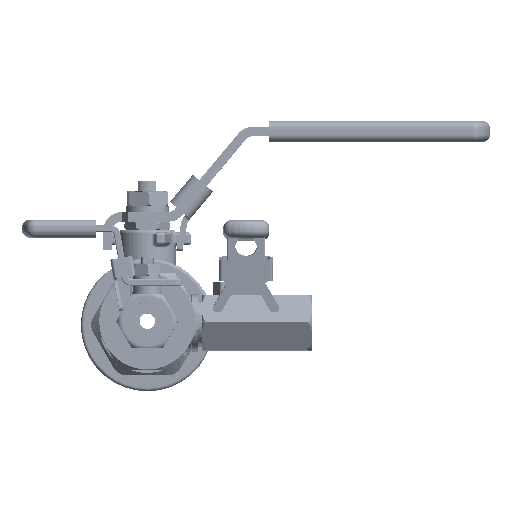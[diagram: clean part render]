
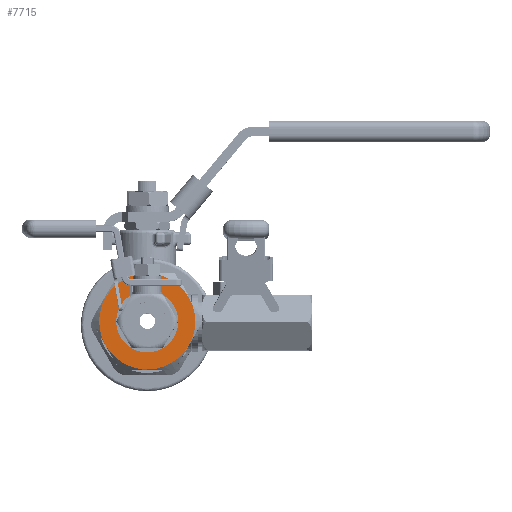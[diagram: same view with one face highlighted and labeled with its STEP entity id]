
A CAD part, top view. The second image highlights one B-rep face of the part: STEP entity #7715.
In plain terms, the highlighted planar face has unit normal (0, 0, 1).
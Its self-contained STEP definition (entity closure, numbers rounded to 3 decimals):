
#595 = CARTESIAN_POINT ( 'NONE',  ( 0., 0., 23.5 ) ) ;
#1591 = VERTEX_POINT ( 'NONE', #57515 ) ;
#3383 = CIRCLE ( 'NONE', #58657, 15.2 ) ;
#3597 = EDGE_CURVE ( 'NONE', #18967, #51312, #13452, .T. ) ;
#4596 = AXIS2_PLACEMENT_3D ( 'NONE', #36740, #52633, #37113 ) ;
#4825 = DIRECTION ( 'NONE',  ( 1., 0., 0. ) ) ;
#7715 = ADVANCED_FACE ( 'NONE', ( #14659, #49671 ), #20312, .T. ) ;
#7825 = CIRCLE ( 'NONE', #64330, 15.2 ) ;
#7945 = CARTESIAN_POINT ( 'NONE',  ( 0., 0., 23.5 ) ) ;
#10045 = EDGE_CURVE ( 'NONE', #51312, #66236, #64750, .T. ) ;
#10147 = CARTESIAN_POINT ( 'NONE',  ( 13.164, -7.6, 23.5 ) ) ;
#10557 = EDGE_LOOP ( 'NONE', ( #64648, #50457, #28083, #37354, #70029, #50289, #66611 ) ) ;
#10635 = AXIS2_PLACEMENT_3D ( 'NONE', #40934, #29246, #57926 ) ;
#10858 = DIRECTION ( 'NONE',  ( 1., 0., 0. ) ) ;
#11507 = DIRECTION ( 'NONE',  ( 1., 0., 0. ) ) ;
#13452 = CIRCLE ( 'NONE', #73603, 15.2 ) ;
#13863 = VERTEX_POINT ( 'NONE', #56753 ) ;
#14002 = EDGE_CURVE ( 'NONE', #51420, #18967, #3383, .T. ) ;
#14659 = FACE_BOUND ( 'NONE', #57626, .T. ) ;
#15514 = EDGE_CURVE ( 'NONE', #1591, #66236, #7825, .T. ) ;
#15708 = CARTESIAN_POINT ( 'NONE',  ( 0., 0., 23.5 ) ) ;
#16173 = CARTESIAN_POINT ( 'NONE',  ( 0., 0., 23.5 ) ) ;
#16411 = DIRECTION ( 'NONE',  ( 1., 0., 0. ) ) ;
#17159 = CARTESIAN_POINT ( 'NONE',  ( 0., 0., 23.5 ) ) ;
#18967 = VERTEX_POINT ( 'NONE', #10147 ) ;
#19431 = AXIS2_PLACEMENT_3D ( 'NONE', #55369, #72301, #60271 ) ;
#20312 = PLANE ( 'NONE',  #19431 ) ;
#20590 = DIRECTION ( 'NONE',  ( 0., 0., 1. ) ) ;
#21097 = EDGE_CURVE ( 'NONE', #34847, #21403, #69069, .T. ) ;
#21234 = EDGE_CURVE ( 'NONE', #1591, #34847, #61894, .T. ) ;
#21403 = VERTEX_POINT ( 'NONE', #71032 ) ;
#22408 = DIRECTION ( 'NONE',  ( 1., 0., 0. ) ) ;
#22778 = DIRECTION ( 'NONE',  ( 0., 0., 1. ) ) ;
#27452 = DIRECTION ( 'NONE',  ( 0., 0., -1. ) ) ;
#28083 = ORIENTED_EDGE ( 'NONE', *, *, #15514, .F. ) ;
#28239 = AXIS2_PLACEMENT_3D ( 'NONE', #7945, #71950, #42570 ) ;
#29246 = DIRECTION ( 'NONE',  ( 0., 0., 1. ) ) ;
#34847 = VERTEX_POINT ( 'NONE', #53562 ) ;
#36740 = CARTESIAN_POINT ( 'NONE',  ( 0., 0., 23.5 ) ) ;
#37113 = DIRECTION ( 'NONE',  ( 1., 0., 0. ) ) ;
#37354 = ORIENTED_EDGE ( 'NONE', *, *, #21234, .T. ) ;
#40903 = CARTESIAN_POINT ( 'NONE',  ( 9.8, 0., 23.5 ) ) ;
#40934 = CARTESIAN_POINT ( 'NONE',  ( 0., 0., 23.5 ) ) ;
#41239 = CARTESIAN_POINT ( 'NONE',  ( 0., 0., 23.5 ) ) ;
#42570 = DIRECTION ( 'NONE',  ( 1., 0., 0. ) ) ;
#44016 = CARTESIAN_POINT ( 'NONE',  ( 0., 15.2, 23.5 ) ) ;
#49671 = FACE_OUTER_BOUND ( 'NONE', #10557, .T. ) ;
#50289 = ORIENTED_EDGE ( 'NONE', *, *, #73293, .T. ) ;
#50457 = ORIENTED_EDGE ( 'NONE', *, *, #10045, .T. ) ;
#50591 = CARTESIAN_POINT ( 'NONE',  ( 13.164, 7.6, 23.5 ) ) ;
#51020 = CIRCLE ( 'NONE', #64254, 9.8 ) ;
#51312 = VERTEX_POINT ( 'NONE', #50591 ) ;
#51420 = VERTEX_POINT ( 'NONE', #61434 ) ;
#51441 = DIRECTION ( 'NONE',  ( 0., 0., 1. ) ) ;
#52633 = DIRECTION ( 'NONE',  ( 0., 0., 1. ) ) ;
#53562 = CARTESIAN_POINT ( 'NONE',  ( -15.2, 0., 23.5 ) ) ;
#55369 = CARTESIAN_POINT ( 'NONE',  ( 0., 0., 23.5 ) ) ;
#56753 = CARTESIAN_POINT ( 'NONE',  ( -9.8, 0., 23.5 ) ) ;
#57223 = DIRECTION ( 'NONE',  ( -1., 0., 0. ) ) ;
#57515 = CARTESIAN_POINT ( 'NONE',  ( -13.164, 7.6, 23.5 ) ) ;
#57626 = EDGE_LOOP ( 'NONE', ( #65542, #65485 ) ) ;
#57926 = DIRECTION ( 'NONE',  ( 1., 0., 0. ) ) ;
#58363 = CIRCLE ( 'NONE', #28239, 9.8 ) ;
#58657 = AXIS2_PLACEMENT_3D ( 'NONE', #17159, #22778, #16411 ) ;
#60271 = DIRECTION ( 'NONE',  ( 1., 0., 0. ) ) ;
#61383 = DIRECTION ( 'NONE',  ( 0., 0., 1. ) ) ;
#61434 = CARTESIAN_POINT ( 'NONE',  ( 0., -15.2, 23.5 ) ) ;
#61894 = CIRCLE ( 'NONE', #71510, 15.2 ) ;
#64254 = AXIS2_PLACEMENT_3D ( 'NONE', #595, #51441, #22408 ) ;
#64330 = AXIS2_PLACEMENT_3D ( 'NONE', #16173, #27452, #57223 ) ;
#64648 = ORIENTED_EDGE ( 'NONE', *, *, #3597, .T. ) ;
#64750 = CIRCLE ( 'NONE', #10635, 15.2 ) ;
#65485 = ORIENTED_EDGE ( 'NONE', *, *, #66597, .F. ) ;
#65542 = ORIENTED_EDGE ( 'NONE', *, *, #69221, .F. ) ;
#65564 = VERTEX_POINT ( 'NONE', #40903 ) ;
#66236 = VERTEX_POINT ( 'NONE', #44016 ) ;
#66597 = EDGE_CURVE ( 'NONE', #65564, #13863, #51020, .T. ) ;
#66611 = ORIENTED_EDGE ( 'NONE', *, *, #14002, .T. ) ;
#67013 = CARTESIAN_POINT ( 'NONE',  ( 0., 0., 23.5 ) ) ;
#67075 = CIRCLE ( 'NONE', #4596, 15.2 ) ;
#69069 = CIRCLE ( 'NONE', #70260, 15.2 ) ;
#69150 = DIRECTION ( 'NONE',  ( 0., 0., 1. ) ) ;
#69221 = EDGE_CURVE ( 'NONE', #13863, #65564, #58363, .T. ) ;
#70029 = ORIENTED_EDGE ( 'NONE', *, *, #21097, .T. ) ;
#70260 = AXIS2_PLACEMENT_3D ( 'NONE', #15708, #20590, #4825 ) ;
#71032 = CARTESIAN_POINT ( 'NONE',  ( -13.164, -7.6, 23.5 ) ) ;
#71510 = AXIS2_PLACEMENT_3D ( 'NONE', #41239, #69150, #11507 ) ;
#71950 = DIRECTION ( 'NONE',  ( 0., 0., 1. ) ) ;
#72301 = DIRECTION ( 'NONE',  ( 0., 0., 1. ) ) ;
#73293 = EDGE_CURVE ( 'NONE', #21403, #51420, #67075, .T. ) ;
#73603 = AXIS2_PLACEMENT_3D ( 'NONE', #67013, #61383, #10858 ) ;
